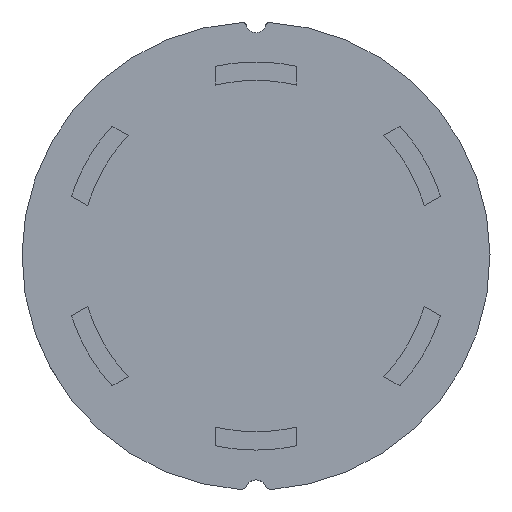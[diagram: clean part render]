
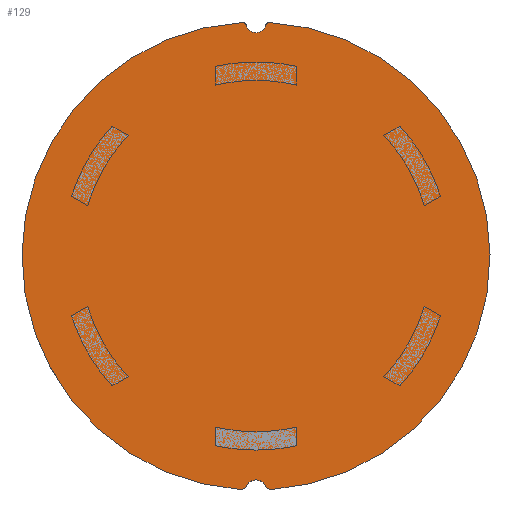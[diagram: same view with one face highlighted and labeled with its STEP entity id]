
A CAD part, front view. The second image highlights one B-rep face of the part: STEP entity #129.
In plain terms, the highlighted planar face has unit normal (0, -1, 0).
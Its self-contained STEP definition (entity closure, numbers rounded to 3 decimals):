
#18 = CARTESIAN_POINT ( 'NONE',  ( -2.324, 0., -34.424 ) ) ;
#19 = DIRECTION ( 'NONE',  ( 0., 0., 1. ) ) ;
#38 = EDGE_CURVE ( 'NONE', #1989, #1253, #1866, .T. ) ;
#44 = VERTEX_POINT ( 'NONE', #604 ) ;
#102 = EDGE_CURVE ( 'NONE', #1253, #2129, #226, .T. ) ;
#116 = CIRCLE ( 'NONE', #1296, 1. ) ;
#122 = DIRECTION ( 'NONE',  ( 0., 0., 1. ) ) ;
#123 = AXIS2_PLACEMENT_3D ( 'NONE', #1216, #1022, #1823 ) ;
#129 = ADVANCED_FACE ( 'NONE', ( #588 ), #1996, .F. ) ;
#168 = DIRECTION ( 'NONE',  ( 0., 0., 1. ) ) ;
#225 = DIRECTION ( 'NONE',  ( 0., -1., 0. ) ) ;
#226 = CIRCLE ( 'NONE', #1985, 0.5 ) ;
#239 = DIRECTION ( 'NONE',  ( 0., 0., 1. ) ) ;
#264 = AXIS2_PLACEMENT_3D ( 'NONE', #2335, #1314, #1941 ) ;
#321 = CARTESIAN_POINT ( 'NONE',  ( -2.257, 0., -33.426 ) ) ;
#322 = ORIENTED_EDGE ( 'NONE', *, *, #102, .T. ) ;
#370 = CARTESIAN_POINT ( 'NONE',  ( 2.257, 0., -33.426 ) ) ;
#372 = VERTEX_POINT ( 'NONE', #1595 ) ;
#420 = CARTESIAN_POINT ( 'NONE',  ( 2.257, 0., -34.426 ) ) ;
#459 = ORIENTED_EDGE ( 'NONE', *, *, #1341, .T. ) ;
#482 = ORIENTED_EDGE ( 'NONE', *, *, #1078, .F. ) ;
#488 = ORIENTED_EDGE ( 'NONE', *, *, #1509, .F. ) ;
#588 = FACE_OUTER_BOUND ( 'NONE', #1938, .T. ) ;
#596 = CARTESIAN_POINT ( 'NONE',  ( 1.354, 0., -33.856 ) ) ;
#604 = CARTESIAN_POINT ( 'NONE',  ( -2.257, 0., -34.426 ) ) ;
#638 = ORIENTED_EDGE ( 'NONE', *, *, #1354, .T. ) ;
#671 = ORIENTED_EDGE ( 'NONE', *, *, #957, .F. ) ;
#709 = ORIENTED_EDGE ( 'NONE', *, *, #2330, .T. ) ;
#720 = AXIS2_PLACEMENT_3D ( 'NONE', #1679, #2452, #1482 ) ;
#846 = CARTESIAN_POINT ( 'NONE',  ( -1.964, 0., 34.442 ) ) ;
#865 = EDGE_CURVE ( 'NONE', #1348, #2472, #1529, .T. ) ;
#869 = CARTESIAN_POINT ( 'NONE',  ( 0., 0., -0.002 ) ) ;
#870 = AXIS2_PLACEMENT_3D ( 'NONE', #1188, #1380, #1967 ) ;
#957 = EDGE_CURVE ( 'NONE', #372, #1678, #2014, .T. ) ;
#1022 = DIRECTION ( 'NONE',  ( 0., 1., 0. ) ) ;
#1035 = DIRECTION ( 'NONE',  ( 0., 1., 0. ) ) ;
#1070 = DIRECTION ( 'NONE',  ( 0., 0., 1. ) ) ;
#1078 = EDGE_CURVE ( 'NONE', #44, #1644, #2349, .T. ) ;
#1099 = CIRCLE ( 'NONE', #720, 1. ) ;
#1127 = EDGE_CURVE ( 'NONE', #1969, #372, #1213, .T. ) ;
#1169 = CARTESIAN_POINT ( 'NONE',  ( 2.324, 0., -34.424 ) ) ;
#1181 = CARTESIAN_POINT ( 'NONE',  ( 1.452, 0., 34.069 ) ) ;
#1188 = CARTESIAN_POINT ( 'NONE',  ( 0., 0., -34.502 ) ) ;
#1213 = CIRCLE ( 'NONE', #1332, 0.5 ) ;
#1216 = CARTESIAN_POINT ( 'NONE',  ( 0., 0., -0.002 ) ) ;
#1253 = VERTEX_POINT ( 'NONE', #1767 ) ;
#1281 = CIRCLE ( 'NONE', #264, 1. ) ;
#1296 = AXIS2_PLACEMENT_3D ( 'NONE', #370, #1808, #1615 ) ;
#1314 = DIRECTION ( 'NONE',  ( 0., -1., 0. ) ) ;
#1332 = AXIS2_PLACEMENT_3D ( 'NONE', #1888, #1871, #1672 ) ;
#1341 = EDGE_CURVE ( 'NONE', #1969, #1989, #2072, .T. ) ;
#1343 = DIRECTION ( 'NONE',  ( 0., 1., 0. ) ) ;
#1348 = VERTEX_POINT ( 'NONE', #2118 ) ;
#1354 = EDGE_CURVE ( 'NONE', #2032, #1678, #116, .T. ) ;
#1371 = AXIS2_PLACEMENT_3D ( 'NONE', #869, #2414, #1070 ) ;
#1380 = DIRECTION ( 'NONE',  ( 0., 1., 0. ) ) ;
#1416 = ORIENTED_EDGE ( 'NONE', *, *, #1127, .F. ) ;
#1482 = DIRECTION ( 'NONE',  ( 0., 0., 1. ) ) ;
#1509 = EDGE_CURVE ( 'NONE', #1348, #44, #1099, .T. ) ;
#1517 = CARTESIAN_POINT ( 'NONE',  ( 0., 0., 32.946 ) ) ;
#1529 = CIRCLE ( 'NONE', #870, 1.5 ) ;
#1585 = CARTESIAN_POINT ( 'NONE',  ( 0., 0., 34.446 ) ) ;
#1595 = CARTESIAN_POINT ( 'NONE',  ( 1.964, 0., 34.442 ) ) ;
#1615 = DIRECTION ( 'NONE',  ( 0., 0., 1. ) ) ;
#1644 = VERTEX_POINT ( 'NONE', #18 ) ;
#1672 = DIRECTION ( 'NONE',  ( 0., 0., 1. ) ) ;
#1678 = VERTEX_POINT ( 'NONE', #1169 ) ;
#1679 = CARTESIAN_POINT ( 'NONE',  ( -2.257, 0., -33.426 ) ) ;
#1688 = CARTESIAN_POINT ( 'NONE',  ( 0., 0., 34.446 ) ) ;
#1767 = CARTESIAN_POINT ( 'NONE',  ( -1.452, 0., 34.069 ) ) ;
#1778 = ORIENTED_EDGE ( 'NONE', *, *, #38, .T. ) ;
#1784 = AXIS2_PLACEMENT_3D ( 'NONE', #1688, #2355, #19 ) ;
#1808 = DIRECTION ( 'NONE',  ( 0., -1., 0. ) ) ;
#1809 = AXIS2_PLACEMENT_3D ( 'NONE', #1948, #1035, #1821 ) ;
#1821 = DIRECTION ( 'NONE',  ( 0., 0., 1. ) ) ;
#1823 = DIRECTION ( 'NONE',  ( 0., 0., 1. ) ) ;
#1866 = CIRCLE ( 'NONE', #1784, 1.5 ) ;
#1870 = AXIS2_PLACEMENT_3D ( 'NONE', #321, #2454, #122 ) ;
#1871 = DIRECTION ( 'NONE',  ( 0., 1., 0. ) ) ;
#1888 = CARTESIAN_POINT ( 'NONE',  ( 1.936, 0., 33.943 ) ) ;
#1938 = EDGE_LOOP ( 'NONE', ( #322, #2210, #482, #488, #2339, #709, #638, #671, #1416, #459, #1778 ) ) ;
#1941 = DIRECTION ( 'NONE',  ( 0., 0., 1. ) ) ;
#1948 = CARTESIAN_POINT ( 'NONE',  ( 0., 0., 0. ) ) ;
#1951 = AXIS2_PLACEMENT_3D ( 'NONE', #1585, #1343, #168 ) ;
#1967 = DIRECTION ( 'NONE',  ( 0., 0., 1. ) ) ;
#1969 = VERTEX_POINT ( 'NONE', #1181 ) ;
#1978 = CARTESIAN_POINT ( 'NONE',  ( -1.936, 0., 33.943 ) ) ;
#1982 = CIRCLE ( 'NONE', #1371, 34.5 ) ;
#1985 = AXIS2_PLACEMENT_3D ( 'NONE', #1978, #225, #239 ) ;
#1989 = VERTEX_POINT ( 'NONE', #1517 ) ;
#1996 = PLANE ( 'NONE',  #1809 ) ;
#2014 = CIRCLE ( 'NONE', #123, 34.5 ) ;
#2032 = VERTEX_POINT ( 'NONE', #420 ) ;
#2072 = CIRCLE ( 'NONE', #1951, 1.5 ) ;
#2118 = CARTESIAN_POINT ( 'NONE',  ( -1.354, 0., -33.856 ) ) ;
#2129 = VERTEX_POINT ( 'NONE', #846 ) ;
#2210 = ORIENTED_EDGE ( 'NONE', *, *, #2254, .F. ) ;
#2254 = EDGE_CURVE ( 'NONE', #1644, #2129, #1982, .T. ) ;
#2330 = EDGE_CURVE ( 'NONE', #2472, #2032, #1281, .T. ) ;
#2335 = CARTESIAN_POINT ( 'NONE',  ( 2.257, 0., -33.426 ) ) ;
#2339 = ORIENTED_EDGE ( 'NONE', *, *, #865, .T. ) ;
#2349 = CIRCLE ( 'NONE', #1870, 1. ) ;
#2355 = DIRECTION ( 'NONE',  ( 0., 1., 0. ) ) ;
#2414 = DIRECTION ( 'NONE',  ( 0., 1., 0. ) ) ;
#2452 = DIRECTION ( 'NONE',  ( 0., 1., 0. ) ) ;
#2454 = DIRECTION ( 'NONE',  ( 0., 1., 0. ) ) ;
#2472 = VERTEX_POINT ( 'NONE', #596 ) ;
